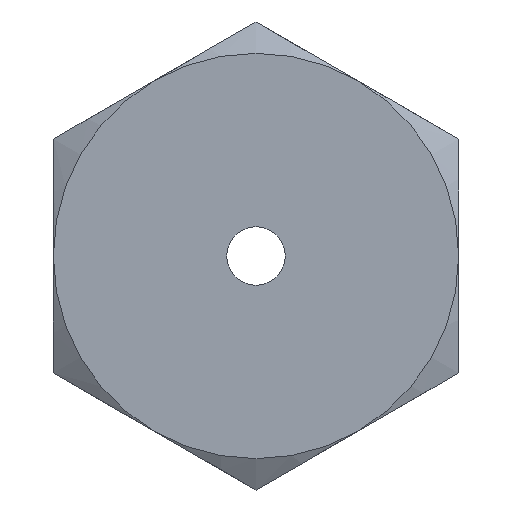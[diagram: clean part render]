
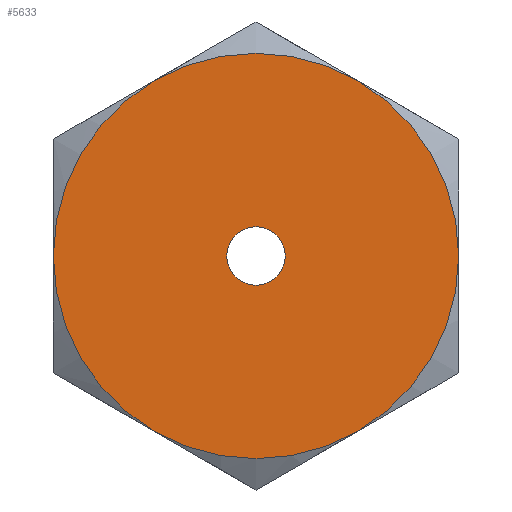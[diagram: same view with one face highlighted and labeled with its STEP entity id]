
A CAD part, left-side view. The second image highlights one B-rep face of the part: STEP entity #5633.
In plain terms, the highlighted planar face has unit normal (-1, 0, 0).
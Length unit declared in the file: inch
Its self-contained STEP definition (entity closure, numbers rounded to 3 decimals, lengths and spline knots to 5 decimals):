
#2634=CARTESIAN_POINT('',(-0.17,0.10925,
-0.18923));
#2649=CARTESIAN_POINT('',(-0.17,0.2185,
0.));
#2678=CARTESIAN_POINT('',(-0.17,0.10925,
0.18923));
#2693=CARTESIAN_POINT('',(-0.17,0.,0.));
#2694=DIRECTION('',(-1.,0.,0.));
#2695=DIRECTION('',(0.,1.,0.));
#2696=AXIS2_PLACEMENT_3D('',#2693,#2694,#2695);
#2698=CARTESIAN_POINT('',(-0.17,0.,0.));
#2699=DIRECTION('',(-1.,0.,0.));
#2700=DIRECTION('',(0.,0.5,0.866));
#2701=AXIS2_PLACEMENT_3D('',#2698,#2699,#2700);
#2703=CARTESIAN_POINT('',(-0.17,0.,0.));
#2704=DIRECTION('',(-1.,0.,0.));
#2705=DIRECTION('',(0.,-0.5,0.866));
#2706=AXIS2_PLACEMENT_3D('',#2703,#2704,#2705);
#2708=CARTESIAN_POINT('',(-0.17,0.,0.));
#2709=DIRECTION('',(-1.,0.,0.));
#2710=DIRECTION('',(0.,-1.,0.));
#2711=AXIS2_PLACEMENT_3D('',#2708,#2709,#2710);
#2713=CARTESIAN_POINT('',(-0.17,0.,0.));
#2714=DIRECTION('',(-1.,0.,0.));
#2715=DIRECTION('',(0.,-0.5,-0.866));
#2716=AXIS2_PLACEMENT_3D('',#2713,#2714,#2715);
#2718=CARTESIAN_POINT('',(-0.17,0.,0.));
#2719=DIRECTION('',(-1.,0.,0.));
#2720=DIRECTION('',(0.,0.5,-0.866));
#2721=AXIS2_PLACEMENT_3D('',#2718,#2719,#2720);
#2723=CARTESIAN_POINT('',(-0.17,0.,0.));
#2724=DIRECTION('',(1.,0.,0.));
#2725=DIRECTION('',(0.,-1.,0.));
#2726=AXIS2_PLACEMENT_3D('',#2723,#2724,#2725);
#2728=CARTESIAN_POINT('',(-0.17,0.,0.));
#2729=DIRECTION('',(1.,0.,0.));
#2730=DIRECTION('',(0.,1.,0.));
#2731=AXIS2_PLACEMENT_3D('',#2728,#2729,#2730);
#2748=CARTESIAN_POINT('',(-0.17,-0.10925,
0.18923));
#2770=CARTESIAN_POINT('',(-0.17,-0.2185,
0.));
#2792=CARTESIAN_POINT('',(-0.17,-0.10925,
-0.18923));
#2924=VERTEX_POINT('',#2634);
#2926=VERTEX_POINT('',#2649);
#2929=VERTEX_POINT('',#2678);
#2931=VERTEX_POINT('',#2748);
#2933=VERTEX_POINT('',#2770);
#2934=VERTEX_POINT('',#2792);
#2939=CARTESIAN_POINT('',(-0.17,-0.0315,0.));
#2940=CARTESIAN_POINT('',(-0.17,0.0315,0.));
#2941=VERTEX_POINT('',#2939);
#2942=VERTEX_POINT('',#2940);
#5614=CARTESIAN_POINT('',(-0.17,0.,0.));
#5615=DIRECTION('',(1.,0.,0.));
#5616=DIRECTION('',(0.,1.,0.));
#5617=AXIS2_PLACEMENT_3D('',#5614,#5615,#5616);
#5618=PLANE('',#5617);
#5619=ORIENTED_EDGE('',*,*,#5512,.F.);
#5620=ORIENTED_EDGE('',*,*,#5582,.F.);
#5621=ORIENTED_EDGE('',*,*,#5595,.F.);
#5622=ORIENTED_EDGE('',*,*,#5609,.F.);
#5623=ORIENTED_EDGE('',*,*,#5539,.F.);
#5624=ORIENTED_EDGE('',*,*,#5523,.F.);
#5625=EDGE_LOOP('',(#5619,#5620,#5621,#5622,#5623,#5624));
#5626=FACE_OUTER_BOUND('',#5625,.F.);
#5628=ORIENTED_EDGE('',*,*,#5627,.F.);
#5630=ORIENTED_EDGE('',*,*,#5629,.F.);
#5631=EDGE_LOOP('',(#5628,#5630));
#5632=FACE_BOUND('',#5631,.F.);
#2697=CIRCLE('',#2696,0.2185);
#2702=CIRCLE('',#2701,0.2185);
#2707=CIRCLE('',#2706,0.2185);
#2712=CIRCLE('',#2711,0.2185);
#2717=CIRCLE('',#2716,0.2185);
#2722=CIRCLE('',#2721,0.2185);
#2727=CIRCLE('',#2726,0.0315);
#2732=CIRCLE('',#2731,0.0315);
#5512=EDGE_CURVE('',#2926,#2924,#2697,.T.);
#5523=EDGE_CURVE('',#2924,#2934,#2722,.T.);
#5539=EDGE_CURVE('',#2934,#2933,#2717,.T.);
#5582=EDGE_CURVE('',#2929,#2926,#2702,.T.);
#5595=EDGE_CURVE('',#2931,#2929,#2707,.T.);
#5609=EDGE_CURVE('',#2933,#2931,#2712,.T.);
#5627=EDGE_CURVE('',#2941,#2942,#2727,.T.);
#5629=EDGE_CURVE('',#2942,#2941,#2732,.T.);
#5633=ADVANCED_FACE('',(#5626,#5632),#5618,.F.);
